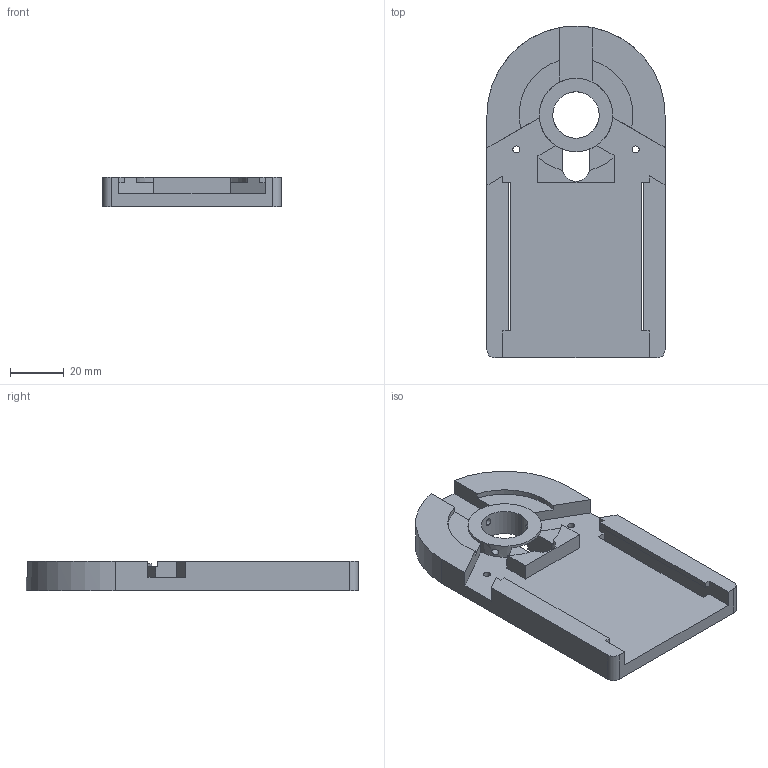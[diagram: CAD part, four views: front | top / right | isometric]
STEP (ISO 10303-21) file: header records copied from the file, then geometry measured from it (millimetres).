
FILE_DESCRIPTION (( 'STEP AP203' ), '1' );
FILE_NAME ('Support.STEP', '2016-10-13T07:36:32', ( '' ), ( '' ), 'SwSTEP 2.0', 'SolidWorks 2014', '' );
FILE_SCHEMA (( 'CONFIG_CONTROL_DESIGN' ));
Length unit declared in the file: millimetre
Products named in the file (1): Support
Bounding box: 66 x 123 x 11 mm (x, y, z)
Volume: 50220.5 mm3; surface area: 21913.5 mm2
Topology: 1 solids, 1 shells, 69 faces, 211 edges, 140 vertices
Faces by surface type: plane 46, cylinder 23
Entity records: 2704 total; most frequent: CARTESIAN_POINT 679, ORIENTED_EDGE 422, DIRECTION 387, EDGE_CURVE 211, VECTOR 151, LINE 151, VERTEX_POINT 140, AXIS2_PLACEMENT_3D 118
